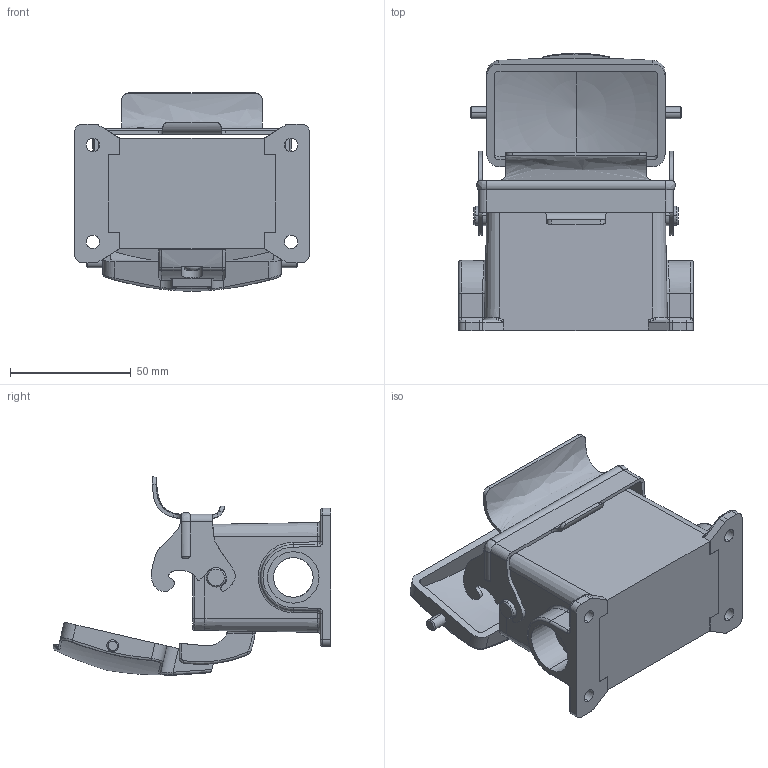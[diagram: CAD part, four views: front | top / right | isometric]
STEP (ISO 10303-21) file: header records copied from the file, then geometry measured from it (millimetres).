
FILE_DESCRIPTION (( 'STEP AP214' ), '1' );
FILE_NAME ('ZP-MC10B-2-SSM16C.step', '2015-08-12T18:06:24', ( '' ), ( '' ), 'SwSTEP 2.0', 'SolidWorks 2014', '' );
FILE_SCHEMA (( 'AUTOMOTIVE_DESIGN' ));
Length unit declared in the file: millimetre
Products named in the file (1): ZP-MC10B-2-SSM16C
Bounding box: 97 x 114.74 x 81.9 mm (x, y, z)
Volume: 103864.7 mm3; surface area: 57814.1 mm2
Topology: 3 solids, 3 shells, 370 faces, 927 edges, 569 vertices
Faces by surface type: plane 137, cylinder 124, bspline 44, torus 41, cone 20, sphere 4
Entity records: 16006 total; most frequent: CARTESIAN_POINT 4790, ORIENTED_EDGE 1836, DIRECTION 1703, EDGE_CURVE 918, AXIS2_PLACEMENT_3D 632, VERTEX_POINT 569, LINE 439, VECTOR 439
